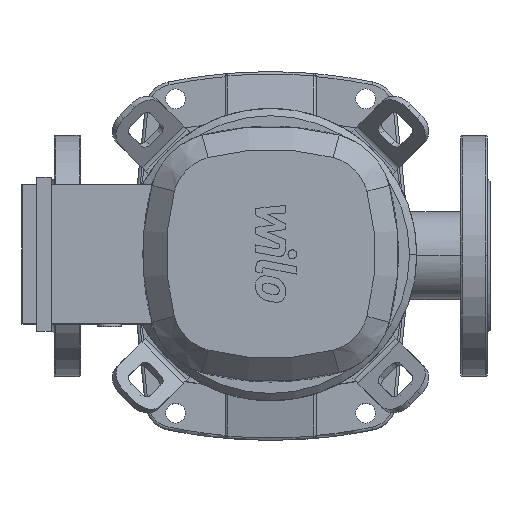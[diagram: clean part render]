
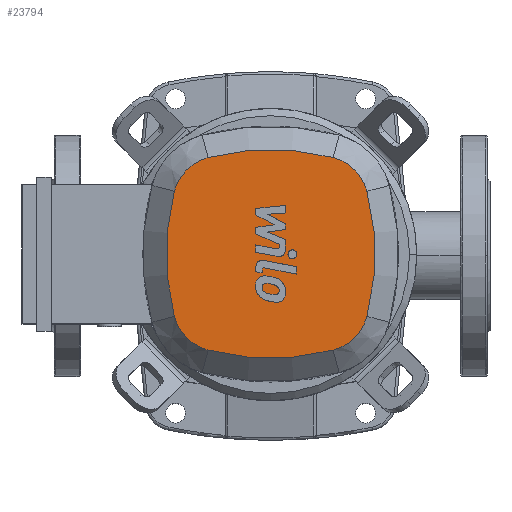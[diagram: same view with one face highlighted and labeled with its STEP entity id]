
A CAD part, top view. The second image highlights one B-rep face of the part: STEP entity #23794.
In plain terms, the highlighted planar face has unit normal (0, 0, 1).
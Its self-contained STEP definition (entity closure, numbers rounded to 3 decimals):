
#23429=CARTESIAN_POINT('',(-65.837,-42.728,889.0));
#23430=VERTEX_POINT('',#23429);
#23448=CARTESIAN_POINT('',(-42.728,-65.837,889.0));
#23449=VERTEX_POINT('',#23448);
#23456=CARTESIAN_POINT('',(-34.295,-34.295,889.0));
#23457=DIRECTION('',(0.0,0.0,-1.0));
#23458=DIRECTION('',(0.0,-1.0,0.0));
#23459=AXIS2_PLACEMENT_3D('',#23456,#23457,#23458);
#23460=CIRCLE('',#23459,32.65);
#23461=EDGE_CURVE('',#23449,#23430,#23460,.T.);
#23471=CARTESIAN_POINT('',(-65.837,42.728,889.0));
#23472=VERTEX_POINT('',#23471);
#23489=CARTESIAN_POINT('',(93.979,0.,889.0));
#23490=DIRECTION('',(0.0,0.0,-1.));
#23491=DIRECTION('',(-0.966,0.258,0.0));
#23492=AXIS2_PLACEMENT_3D('',#23489,#23490,#23491);
#23493=CIRCLE('',#23492,165.429);
#23494=EDGE_CURVE('',#23430,#23472,#23493,.T.);
#23506=CARTESIAN_POINT('',(42.728,-65.837,889.0));
#23507=VERTEX_POINT('',#23506);
#23514=CARTESIAN_POINT('',(0.,93.979,889.0));
#23515=DIRECTION('',(0.0,0.0,-1.));
#23516=DIRECTION('',(-0.258,-0.966,0.0));
#23517=AXIS2_PLACEMENT_3D('',#23514,#23515,#23516);
#23518=CIRCLE('',#23517,165.429);
#23519=EDGE_CURVE('',#23507,#23449,#23518,.T.);
#23537=CARTESIAN_POINT('',(-42.728,65.837,889.0));
#23538=VERTEX_POINT('',#23537);
#23555=CARTESIAN_POINT('',(-34.295,34.295,889.0));
#23556=DIRECTION('',(0.0,0.0,-1.0));
#23557=DIRECTION('',(-1.0,0.0,0.0));
#23558=AXIS2_PLACEMENT_3D('',#23555,#23556,#23557);
#23559=CIRCLE('',#23558,32.65);
#23560=EDGE_CURVE('',#23472,#23538,#23559,.T.);
#23572=CARTESIAN_POINT('',(65.837,-42.728,889.0));
#23573=VERTEX_POINT('',#23572);
#23580=CARTESIAN_POINT('',(34.295,-34.295,889.0));
#23581=DIRECTION('',(0.0,0.0,-1.0));
#23582=DIRECTION('',(1.0,0.0,0.0));
#23583=AXIS2_PLACEMENT_3D('',#23580,#23581,#23582);
#23584=CIRCLE('',#23583,32.65);
#23585=EDGE_CURVE('',#23573,#23507,#23584,.T.);
#23603=CARTESIAN_POINT('',(42.728,65.837,889.0));
#23604=VERTEX_POINT('',#23603);
#23621=CARTESIAN_POINT('',(0.,-93.979,889.0));
#23622=DIRECTION('',(0.0,0.0,-1.));
#23623=DIRECTION('',(0.258,0.966,0.0));
#23624=AXIS2_PLACEMENT_3D('',#23621,#23622,#23623);
#23625=CIRCLE('',#23624,165.429);
#23626=EDGE_CURVE('',#23538,#23604,#23625,.T.);
#23638=CARTESIAN_POINT('',(65.837,42.728,889.0));
#23639=VERTEX_POINT('',#23638);
#23646=CARTESIAN_POINT('',(-93.979,0.,889.0));
#23647=DIRECTION('',(0.0,0.0,-1.));
#23648=DIRECTION('',(0.966,-0.258,0.0));
#23649=AXIS2_PLACEMENT_3D('',#23646,#23647,#23648);
#23650=CIRCLE('',#23649,165.429);
#23651=EDGE_CURVE('',#23639,#23573,#23650,.T.);
#23670=CARTESIAN_POINT('',(34.295,34.295,889.0));
#23671=DIRECTION('',(0.0,0.0,-1.0));
#23672=DIRECTION('',(0.0,1.0,0.0));
#23673=AXIS2_PLACEMENT_3D('',#23670,#23671,#23672);
#23674=CIRCLE('',#23673,32.65);
#23675=EDGE_CURVE('',#23604,#23639,#23674,.T.);
#23779=CARTESIAN_POINT('',(75.419,0.,889.0));
#23780=DIRECTION('',(0.0,0.0,1.0));
#23781=DIRECTION('',(-1.0,0.0,0.0));
#23782=AXIS2_PLACEMENT_3D('',#23779,#23780,#23781);
#23783=PLANE('',#23782);
#23784=ORIENTED_EDGE('',*,*,#23461,.F.);
#23785=ORIENTED_EDGE('',*,*,#23519,.F.);
#23786=ORIENTED_EDGE('',*,*,#23585,.F.);
#23787=ORIENTED_EDGE('',*,*,#23651,.F.);
#23788=ORIENTED_EDGE('',*,*,#23675,.F.);
#23789=ORIENTED_EDGE('',*,*,#23626,.F.);
#23790=ORIENTED_EDGE('',*,*,#23560,.F.);
#23791=ORIENTED_EDGE('',*,*,#23494,.F.);
#23792=EDGE_LOOP('',(#23784,#23785,#23786,#23787,#23788,#23789,#23790,#23791));
#23793=FACE_OUTER_BOUND('',#23792,.T.);
#23794=ADVANCED_FACE('',(#23793),#23783,.T.);
